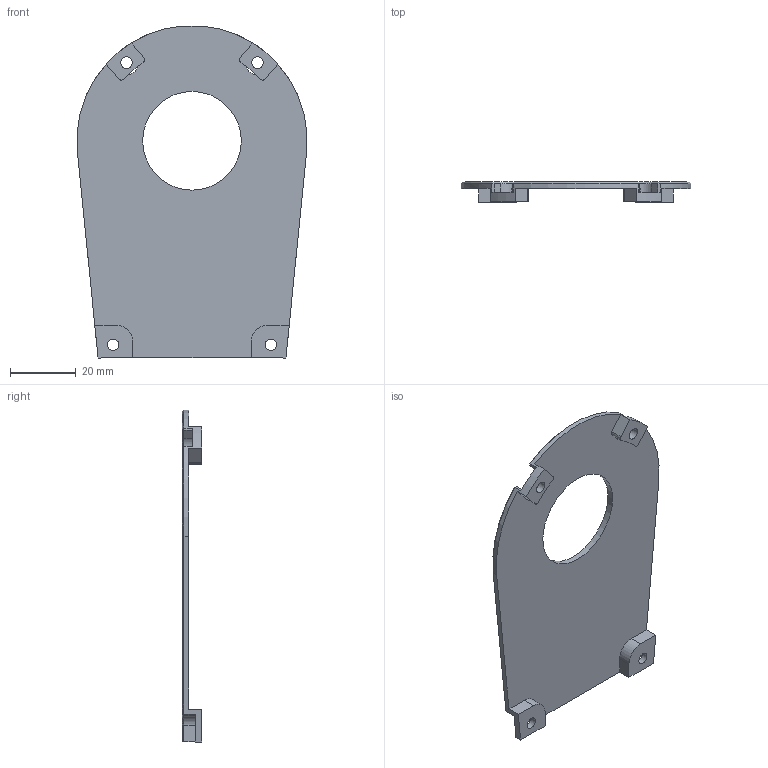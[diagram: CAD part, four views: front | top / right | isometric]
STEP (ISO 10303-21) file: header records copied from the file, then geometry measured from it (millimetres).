
FILE_DESCRIPTION(/* description */ (''),/* implementation_level */ '2;1');
FILE_NAME(/* name */ 'J2_COVER_1.stp',/* time_stamp */ '2022-07-20T21:20:34+09:00',/* author */ (''),/* organization */ (''),/* preprocessor_version */ 'ST-DEVELOPER v16.7',/* originating_system */ '',/* authorisation */ '');
FILE_SCHEMA (('AUTOMOTIVE_DESIGN { 1 0 10303 214 3 1 1 1 }'));
Length unit declared in the file: millimetre
Products named in the file (1): J2_COVER_1
Bounding box: 69.85 x 6 x 100.89 mm (x, y, z)
Volume: 11231.3 mm3; surface area: 12198.6 mm2
Topology: 1 solids, 1 shells, 76 faces, 224 edges, 160 vertices
Faces by surface type: plane 51, cylinder 18, cone 7
Full cylindrical faces by diameter (mm): 3.5 x4, 30 x1
Entity records: 2560 total; most frequent: CARTESIAN_POINT 435, DIRECTION 430, ORIENTED_EDGE 402, EDGE_CURVE 201, LINE 150, VECTOR 150, AXIS2_PLACEMENT_3D 140, VERTEX_POINT 128
